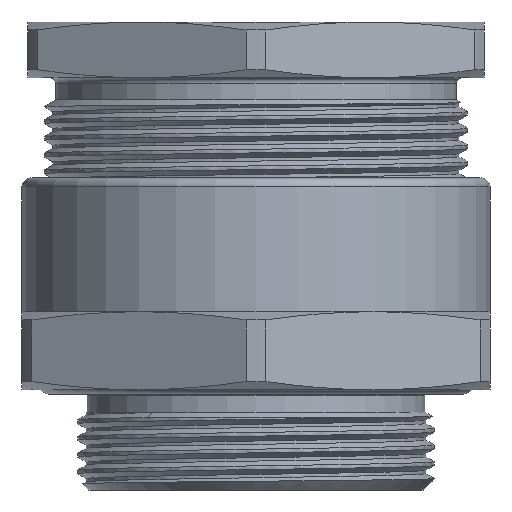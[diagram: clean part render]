
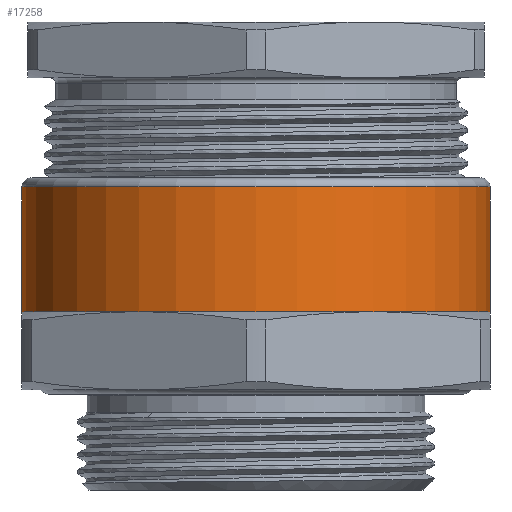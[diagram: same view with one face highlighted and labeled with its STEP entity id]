
A CAD part, front view. The second image highlights one B-rep face of the part: STEP entity #17258.
In plain terms, the highlighted cylindrical face has radius 21 mm (diameter 42 mm), a full revolution.
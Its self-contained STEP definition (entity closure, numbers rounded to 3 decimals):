
#16503=CARTESIAN_POINT('',(14.974,32.663,16.808));
#16504=VERTEX_POINT('',#16503);
#16581=CARTESIAN_POINT('',(25.474,14.477,16.808));
#16582=VERTEX_POINT('',#16581);
#16653=CARTESIAN_POINT('',(46.474,14.477,16.808));
#16654=VERTEX_POINT('',#16653);
#16725=CARTESIAN_POINT('',(56.974,32.663,16.808));
#16726=VERTEX_POINT('',#16725);
#16803=CARTESIAN_POINT('',(46.474,50.85,16.808));
#16804=VERTEX_POINT('',#16803);
#16875=CARTESIAN_POINT('',(25.474,50.85,16.808));
#16876=VERTEX_POINT('',#16875);
#16945=CARTESIAN_POINT('',(35.974,32.663,16.808));
#16946=DIRECTION('',(-0.,0.,-1.));
#16947=DIRECTION('',(-1.,-0.,0.));
#16948=AXIS2_PLACEMENT_3D('',#16945,#16946,#16947);
#16949=CIRCLE('',#16948,21.);
#16950=EDGE_CURVE('',#16726,#16654,#16949,.T.);
#16969=CARTESIAN_POINT('',(35.974,32.663,16.808));
#16970=DIRECTION('',(-0.,0.,-1.));
#16971=DIRECTION('',(-1.,-0.,0.));
#16972=AXIS2_PLACEMENT_3D('',#16969,#16970,#16971);
#16973=CIRCLE('',#16972,21.);
#16974=EDGE_CURVE('',#16654,#16582,#16973,.T.);
#16993=CARTESIAN_POINT('',(35.974,32.663,16.808));
#16994=DIRECTION('',(-0.,0.,-1.));
#16995=DIRECTION('',(-1.,-0.,0.));
#16996=AXIS2_PLACEMENT_3D('',#16993,#16994,#16995);
#16997=CIRCLE('',#16996,21.);
#16998=EDGE_CURVE('',#16582,#16504,#16997,.T.);
#17017=CARTESIAN_POINT('',(35.974,32.663,16.808));
#17018=DIRECTION('',(-0.,0.,-1.));
#17019=DIRECTION('',(-1.,-0.,0.));
#17020=AXIS2_PLACEMENT_3D('',#17017,#17018,#17019);
#17021=CIRCLE('',#17020,21.);
#17022=EDGE_CURVE('',#16804,#16726,#17021,.T.);
#17041=CARTESIAN_POINT('',(35.974,32.663,16.808));
#17042=DIRECTION('',(-0.,0.,-1.));
#17043=DIRECTION('',(-1.,-0.,0.));
#17044=AXIS2_PLACEMENT_3D('',#17041,#17042,#17043);
#17045=CIRCLE('',#17044,21.);
#17046=EDGE_CURVE('',#16504,#16876,#17045,.T.);
#17065=CARTESIAN_POINT('',(35.974,32.663,16.808));
#17066=DIRECTION('',(-0.,0.,-1.));
#17067=DIRECTION('',(-1.,-0.,0.));
#17068=AXIS2_PLACEMENT_3D('',#17065,#17066,#17067);
#17069=CIRCLE('',#17068,21.);
#17070=EDGE_CURVE('',#16876,#16804,#17069,.T.);
#17220=CARTESIAN_POINT('',(35.974,32.663,0.808));
#17221=DIRECTION('',(-0.,0.,-1.));
#17222=DIRECTION('',(-1.,-0.,0.));
#17223=AXIS2_PLACEMENT_3D('',#17220,#17221,#17222);
#17224=CYLINDRICAL_SURFACE('',#17223,21.);
#17225=CARTESIAN_POINT('',(14.974,32.663,28.008));
#17226=VERTEX_POINT('',#17225);
#17227=CARTESIAN_POINT('',(14.974,32.663,16.808));
#17228=DIRECTION('',(0.,-0.,1.));
#17229=VECTOR('',#17228,11.2);
#17230=LINE('',#17227,#17229);
#17231=EDGE_CURVE('',#16504,#17226,#17230,.T.);
#17232=ORIENTED_EDGE('',*,*,#17231,.T.);
#17233=CARTESIAN_POINT('',(56.974,32.663,28.008));
#17234=VERTEX_POINT('',#17233);
#17235=CARTESIAN_POINT('',(35.974,32.663,28.008));
#17236=DIRECTION('',(-0.,0.,-1.));
#17237=DIRECTION('',(1.,0.,-0.));
#17238=AXIS2_PLACEMENT_3D('',#17235,#17236,#17237);
#17239=CIRCLE('',#17238,21.);
#17240=EDGE_CURVE('',#17226,#17234,#17239,.T.);
#17241=ORIENTED_EDGE('',*,*,#17240,.T.);
#17242=CARTESIAN_POINT('',(35.974,32.663,28.008));
#17243=DIRECTION('',(-0.,0.,-1.));
#17244=DIRECTION('',(1.,0.,-0.));
#17245=AXIS2_PLACEMENT_3D('',#17242,#17243,#17244);
#17246=CIRCLE('',#17245,21.);
#17247=EDGE_CURVE('',#17234,#17226,#17246,.T.);
#17248=ORIENTED_EDGE('',*,*,#17247,.T.);
#17249=ORIENTED_EDGE('',*,*,#17231,.F.);
#17250=ORIENTED_EDGE('',*,*,#16998,.F.);
#17251=ORIENTED_EDGE('',*,*,#16974,.F.);
#17252=ORIENTED_EDGE('',*,*,#16950,.F.);
#17253=ORIENTED_EDGE('',*,*,#17022,.F.);
#17254=ORIENTED_EDGE('',*,*,#17070,.F.);
#17255=ORIENTED_EDGE('',*,*,#17046,.F.);
#17256=EDGE_LOOP('',(#17232,#17241,#17248,#17249,#17250,#17251,#17252,#17253,#17254,#17255));
#17257=FACE_BOUND('',#17256,.T.);
#17258=ADVANCED_FACE('',(#17257),#17224,.T.);
